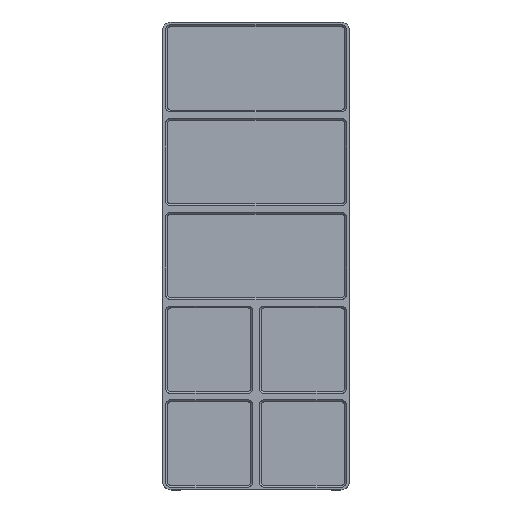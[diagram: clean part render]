
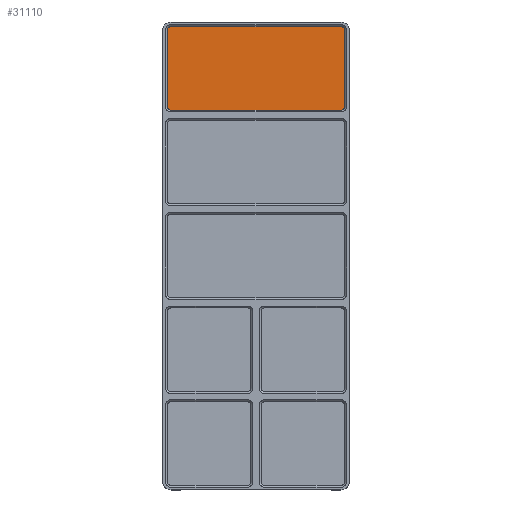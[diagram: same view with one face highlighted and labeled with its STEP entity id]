
A CAD part, top view. The second image highlights one B-rep face of the part: STEP entity #31110.
In plain terms, the highlighted planar face has unit normal (0, 0, 1).
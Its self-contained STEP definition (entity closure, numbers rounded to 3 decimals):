
#14950=CARTESIAN_POINT('',(213.85,254.25,7.));
#14960=VERTEX_POINT('',#14950);
#14990=CARTESIAN_POINT('',(247.,254.25,7.));
#15000=DIRECTION('',(-1.,0.,0.));
#15010=VECTOR('',#15000,1.);
#15020=LINE('',#14990,#15010);
#15030=CARTESIAN_POINT('',(290.15,254.25,7.));
#15040=VERTEX_POINT('',#15030);
#15050=EDGE_CURVE('',#15040,#14960,#15020,.T.);
#20950=CARTESIAN_POINT('',(291.75,289.,7.));
#20960=DIRECTION('',(0.,-1.,0.));
#20970=VECTOR('',#20960,1.);
#20980=LINE('',#20950,#20970);
#20990=CARTESIAN_POINT('',(291.75,290.15,7.));
#21000=VERTEX_POINT('',#20990);
#21010=CARTESIAN_POINT('',(291.75,255.85,7.));
#21020=VERTEX_POINT('',#21010);
#21030=EDGE_CURVE('',#21000,#21020,#20980,.T.);
#29030=CARTESIAN_POINT('',(212.25,255.85,7.));
#29040=VERTEX_POINT('',#29030);
#29070=CARTESIAN_POINT('',(213.85,255.85,7.));
#29080=DIRECTION('',(0.,0.,-1.));
#29090=DIRECTION('',(-1.,0.,0.));
#29100=AXIS2_PLACEMENT_3D('',#29070,#29080,#29090);
#29110=CIRCLE('',#29100,1.6);
#29120=EDGE_CURVE('',#14960,#29040,#29110,.T.);
#30130=CARTESIAN_POINT('',(290.15,291.75,7.));
#30140=VERTEX_POINT('',#30130);
#30170=CARTESIAN_POINT('',(257.,291.75,7.));
#30180=DIRECTION('',(1.,0.,0.));
#30190=VECTOR('',#30180,1.);
#30200=LINE('',#30170,#30190);
#30210=CARTESIAN_POINT('',(213.85,291.75,7.));
#30220=VERTEX_POINT('',#30210);
#30230=EDGE_CURVE('',#30220,#30140,#30200,.T.);
#30520=CARTESIAN_POINT('',(213.85,290.15,7.));
#30530=DIRECTION('',(0.,0.,-1.));
#30540=DIRECTION('',(-1.,0.,0.));
#30550=AXIS2_PLACEMENT_3D('',#30520,#30530,#30540);
#30560=CIRCLE('',#30550,1.6);
#30570=CARTESIAN_POINT('',(212.25,290.15,7.));
#30580=VERTEX_POINT('',#30570);
#30590=EDGE_CURVE('',#30580,#30220,#30560,.T.);
#30790=CARTESIAN_POINT('',(231.,273.,7.));
#30800=DIRECTION('',(0.,0.,1.));
#30810=DIRECTION('',(1.,0.,0.));
#30820=AXIS2_PLACEMENT_3D('',#30790,#30800,#30810);
#30830=PLANE('',#30820);
#30840=ORIENTED_EDGE('',*,*,#30590,.F.);
#30850=ORIENTED_EDGE('',*,*,#30230,.F.);
#30860=CARTESIAN_POINT('',(290.15,290.15,7.));
#30870=DIRECTION('',(0.,0.,-1.));
#30880=DIRECTION('',(-1.,0.,0.));
#30890=AXIS2_PLACEMENT_3D('',#30860,#30870,#30880);
#30900=CIRCLE('',#30890,1.6);
#30910=EDGE_CURVE('',#30140,#21000,#30900,.T.);
#30920=ORIENTED_EDGE('',*,*,#30910,.F.);
#30930=ORIENTED_EDGE('',*,*,#21030,.F.);
#30940=CARTESIAN_POINT('',(290.15,255.85,7.));
#30950=DIRECTION('',(0.,0.,-1.));
#30960=DIRECTION('',(-1.,0.,0.));
#30970=AXIS2_PLACEMENT_3D('',#30940,#30950,#30960);
#30980=CIRCLE('',#30970,1.6);
#30990=EDGE_CURVE('',#21020,#15040,#30980,.T.);
#31000=ORIENTED_EDGE('',*,*,#30990,.F.);
#31010=ORIENTED_EDGE('',*,*,#15050,.F.);
#31020=ORIENTED_EDGE('',*,*,#29120,.F.);
#31030=CARTESIAN_POINT('',(212.25,257.,7.));
#31040=DIRECTION('',(0.,1.,0.));
#31050=VECTOR('',#31040,1.);
#31060=LINE('',#31030,#31050);
#31070=EDGE_CURVE('',#29040,#30580,#31060,.T.);
#31080=ORIENTED_EDGE('',*,*,#31070,.F.);
#31090=EDGE_LOOP('',(#31080,#31020,#31010,#31000,#30930,#30920,#30850,
#30840));
#31100=FACE_OUTER_BOUND('',#31090,.T.);
#31110=ADVANCED_FACE('',(#31100),#30830,.T.);
